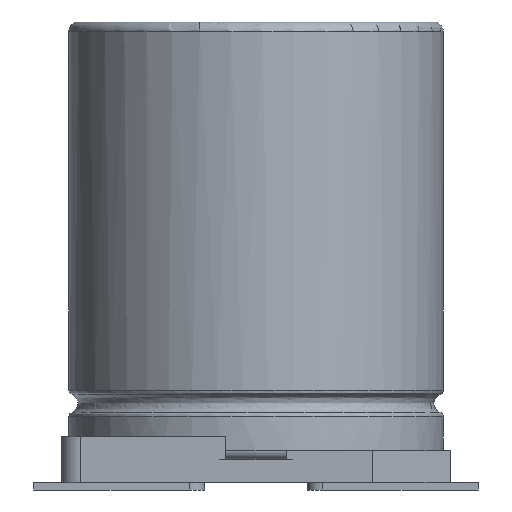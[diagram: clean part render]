
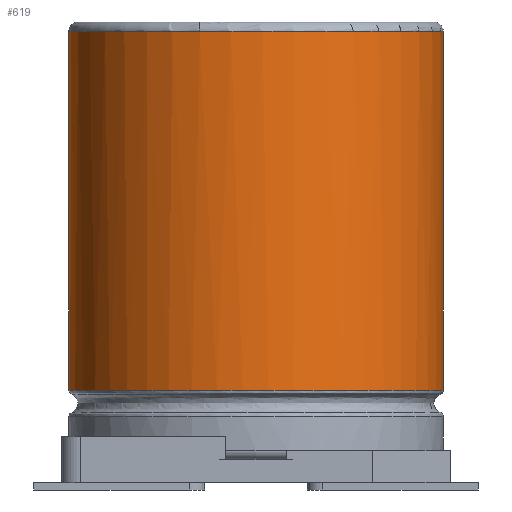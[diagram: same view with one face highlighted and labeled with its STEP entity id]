
A CAD part, front view. The second image highlights one B-rep face of the part: STEP entity #619.
In plain terms, the highlighted cylindrical face has radius 4 mm (diameter 8 mm), a full revolution.
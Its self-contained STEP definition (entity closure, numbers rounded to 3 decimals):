
#12=DIRECTION('',(0.,0.,1.));
#27=VECTOR('',#12,1.);
#33=DIRECTION('',(0.,0.,-1.));
#34=DIRECTION('',(1.,0.,0.));
#411=VERTEX_POINT('',#412);
#412=CARTESIAN_POINT('',(4.,0.,2.133));
#415=CARTESIAN_POINT('',(4.,0.,2.133));
#416=ORIENTED_EDGE('',*,*,#417,.T.);
#417=EDGE_CURVE('',#411,#411,#418,.T.);
#418=( BOUNDED_CURVE() B_SPLINE_CURVE(13,(#415,#419,#420,#421,#422,#423,#424,#425,#426,#427,#428,#429,#430,#431),.UNSPECIFIED.,.T.,.F.)B_SPLINE_CURVE_WITH_KNOTS((14,14),(0.,25.133),.PIECEWISE_BEZIER_KNOTS.) CURVE() GEOMETRIC_REPRESENTATION_ITEM()RATIONAL_B_SPLINE_CURVE((1.,1.,1.,1.,1.,1.,1.,1.,1.,1.,1.,1.,1.,1.))REPRESENTATION_ITEM('') );
#419=CARTESIAN_POINT('',(4.,-1.905,2.133));
#420=CARTESIAN_POINT('',(3.015,-3.855,2.133));
#421=CARTESIAN_POINT('',(0.989,-5.248,2.133));
#422=CARTESIAN_POINT('',(-1.8,-5.462,2.133));
#423=CARTESIAN_POINT('',(-4.209,-3.977,2.133));
#424=CARTESIAN_POINT('',(-5.976,-1.808,2.133));
#425=CARTESIAN_POINT('',(-5.976,1.808,2.133));
#426=CARTESIAN_POINT('',(-4.209,3.977,2.133));
#427=CARTESIAN_POINT('',(-1.8,5.462,2.133));
#428=CARTESIAN_POINT('',(0.989,5.248,2.133));
#429=CARTESIAN_POINT('',(3.015,3.855,2.133));
#430=CARTESIAN_POINT('',(4.,1.905,2.133));
#431=CARTESIAN_POINT('',(4.,0.,2.133));
#619=ADVANCED_FACE('',(#620),#646,.T.);
#620=FACE_BOUND('',#621,.F.);
#621=EDGE_LOOP('',(#622,#628,#635,#639,#643,#645,#416));
#622=ORIENTED_EDGE('',*,*,#623,.T.);
#623=EDGE_CURVE('',#411,#624,#626,.T.);
#624=VERTEX_POINT('',#625);
#625=CARTESIAN_POINT('',(4.,0.,9.8));
#626=LINE('',#627,#27);
#627=CARTESIAN_POINT('',(4.,0.,2.05));
#628=ORIENTED_EDGE('',*,*,#629,.F.);
#629=EDGE_CURVE('',#630,#624,#632,.T.);
#630=VERTEX_POINT('',#631);
#631=CARTESIAN_POINT('',(-1.2,3.816,9.8));
#632=CIRCLE('',#633,4.);
#633=AXIS2_PLACEMENT_3D('',#634,#33,#34);
#634=CARTESIAN_POINT('',(0.,0.,9.8));
#635=ORIENTED_EDGE('',*,*,#636,.F.);
#636=EDGE_CURVE('',#637,#630,#632,.T.);
#637=VERTEX_POINT('',#638);
#638=CARTESIAN_POINT('',(-4.,0.,9.8));
#639=ORIENTED_EDGE('',*,*,#640,.F.);
#640=EDGE_CURVE('',#641,#637,#632,.T.);
#641=VERTEX_POINT('',#642);
#642=CARTESIAN_POINT('',(-1.2,-3.816,9.8));
#643=ORIENTED_EDGE('',*,*,#644,.F.);
#644=EDGE_CURVE('',#624,#641,#632,.T.);
#645=ORIENTED_EDGE('',*,*,#623,.F.);
#646=CYLINDRICAL_SURFACE('',#647,4.);
#647=AXIS2_PLACEMENT_3D('',#648,#12,#34);
#648=CARTESIAN_POINT('',(0.,0.,2.05));
